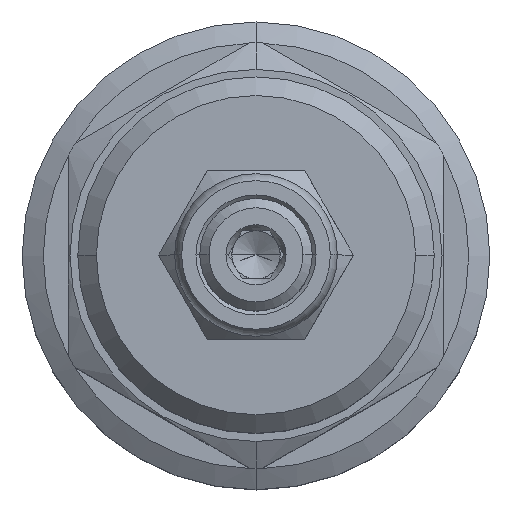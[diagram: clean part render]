
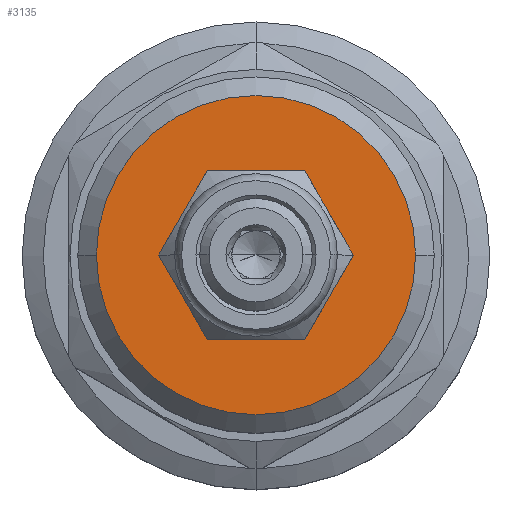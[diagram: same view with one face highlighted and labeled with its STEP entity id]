
A CAD part, top view. The second image highlights one B-rep face of the part: STEP entity #3135.
In plain terms, the highlighted planar face has unit normal (0, 0, 1).
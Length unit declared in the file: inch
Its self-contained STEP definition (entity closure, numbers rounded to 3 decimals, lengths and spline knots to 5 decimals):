
#628=CARTESIAN_POINT('',(0.,0.,1.94));
#629=DIRECTION('',(0.,0.,1.));
#630=DIRECTION('',(-1.,0.,0.));
#631=AXIS2_PLACEMENT_3D('',#628,#629,#630);
#633=CARTESIAN_POINT('',(0.,0.,1.94));
#634=DIRECTION('',(0.,0.,1.));
#635=DIRECTION('',(1.,0.,0.));
#636=AXIS2_PLACEMENT_3D('',#633,#634,#635);
#638=CARTESIAN_POINT('',(0.,0.,1.94));
#639=DIRECTION('',(0.,0.,1.));
#640=DIRECTION('',(-1.,0.,0.));
#641=AXIS2_PLACEMENT_3D('',#638,#639,#640);
#656=CARTESIAN_POINT('',(0.,0.,1.94));
#657=DIRECTION('',(0.,0.,-1.));
#658=DIRECTION('',(-1.,0.,0.));
#659=AXIS2_PLACEMENT_3D('',#656,#657,#658);
#2161=CARTESIAN_POINT('',(-0.532,0.,1.94));
#2162=CARTESIAN_POINT('',(0.532,0.,1.94));
#2163=VERTEX_POINT('',#2161);
#2164=VERTEX_POINT('',#2162);
#2213=CARTESIAN_POINT('',(-0.271,0.,1.94));
#2214=CARTESIAN_POINT('',(0.271,0.,1.94));
#2215=VERTEX_POINT('',#2213);
#2216=VERTEX_POINT('',#2214);
#3119=CARTESIAN_POINT('',(0.,0.,1.94));
#3120=DIRECTION('',(0.,0.,-1.));
#3121=DIRECTION('',(1.,0.,0.));
#3122=AXIS2_PLACEMENT_3D('',#3119,#3120,#3121);
#3123=PLANE('',#3122);
#3125=ORIENTED_EDGE('',*,*,#3124,.F.);
#3127=ORIENTED_EDGE('',*,*,#3126,.T.);
#3128=EDGE_LOOP('',(#3125,#3127));
#3129=FACE_OUTER_BOUND('',#3128,.F.);
#3131=ORIENTED_EDGE('',*,*,#3130,.T.);
#3132=ORIENTED_EDGE('',*,*,#3109,.T.);
#3133=EDGE_LOOP('',(#3131,#3132));
#3134=FACE_BOUND('',#3133,.F.);
#3135=ADVANCED_FACE('',(#3129,#3134),#3123,.F.);
#632=CIRCLE('',#631,0.271);
#637=CIRCLE('',#636,0.271);
#642=CIRCLE('',#641,0.532);
#660=CIRCLE('',#659,0.532);
#3109=EDGE_CURVE('',#2216,#2215,#637,.T.);
#3124=EDGE_CURVE('',#2163,#2164,#642,.T.);
#3126=EDGE_CURVE('',#2163,#2164,#660,.T.);
#3130=EDGE_CURVE('',#2215,#2216,#632,.T.);
